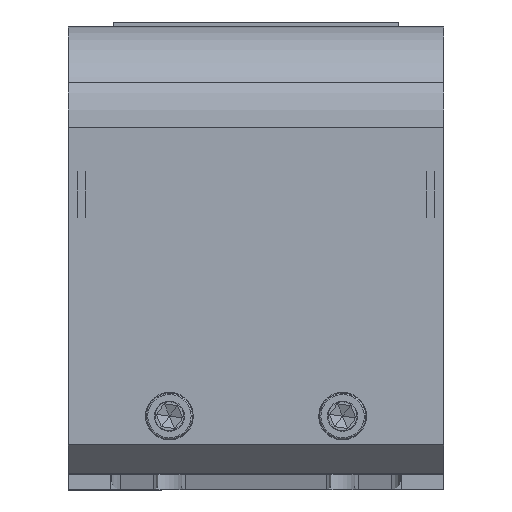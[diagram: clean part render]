
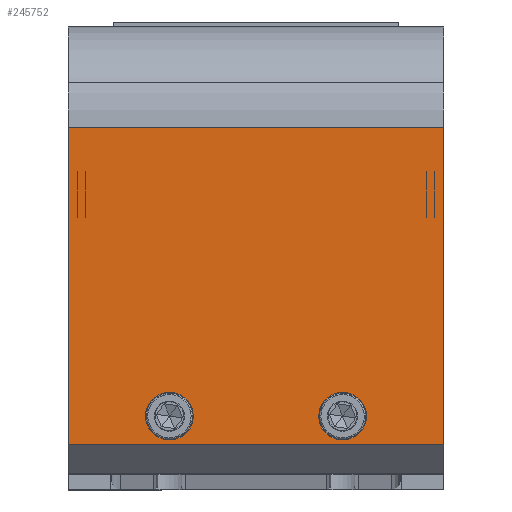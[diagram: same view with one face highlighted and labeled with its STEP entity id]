
A CAD part, top view. The second image highlights one B-rep face of the part: STEP entity #245752.
In plain terms, the highlighted planar face has unit normal (0, 0, 1).
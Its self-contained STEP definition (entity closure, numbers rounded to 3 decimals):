
#8398 = CARTESIAN_POINT ( 'NONE',  ( 208.467, 307.762, 762.525 ) ) ;
#11267 = CARTESIAN_POINT ( 'NONE',  ( 208.467, 197.762, 762.525 ) ) ;
#12469 = DIRECTION ( 'NONE',  ( 1., 0., 0. ) ) ;
#13987 = EDGE_CURVE ( 'NONE', #130030, #168969, #280276, .T. ) ;
#14355 = AXIS2_PLACEMENT_3D ( 'NONE', #35502, #39855, #260514 ) ;
#16521 = CARTESIAN_POINT ( 'NONE',  ( 208.467, 197.762, 762.525 ) ) ;
#19017 = ORIENTED_EDGE ( 'NONE', *, *, #186423, .F. ) ;
#23556 = CIRCLE ( 'NONE', #46862, 8.25 ) ;
#24038 = CARTESIAN_POINT ( 'NONE',  ( 78.467, 197.762, 762.525 ) ) ;
#25499 = EDGE_LOOP ( 'NONE', ( #150041, #229627 ) ) ;
#35502 = CARTESIAN_POINT ( 'NONE',  ( 173.467, 207.762, 762.525 ) ) ;
#35588 = CARTESIAN_POINT ( 'NONE',  ( 105.217, 207.762, 762.525 ) ) ;
#36889 = VECTOR ( 'NONE', #76022, 1000. ) ;
#37554 = VERTEX_POINT ( 'NONE', #24038 ) ;
#38435 = DIRECTION ( 'NONE',  ( -1., 0., 0. ) ) ;
#39855 = DIRECTION ( 'NONE',  ( 0., 0., 1. ) ) ;
#42738 = PLANE ( 'NONE',  #240729 ) ;
#46862 = AXIS2_PLACEMENT_3D ( 'NONE', #288614, #196612, #56709 ) ;
#56510 = VECTOR ( 'NONE', #132510, 1000. ) ;
#56709 = DIRECTION ( 'NONE',  ( 1., 0., 0. ) ) ;
#60285 = FACE_OUTER_BOUND ( 'NONE', #259541, .T. ) ;
#60814 = EDGE_CURVE ( 'NONE', #101242, #194621, #171954, .T. ) ;
#67631 = VERTEX_POINT ( 'NONE', #11267 ) ;
#75382 = DIRECTION ( 'NONE',  ( 0., 0., 1. ) ) ;
#76022 = DIRECTION ( 'NONE',  ( -1., 0., 0. ) ) ;
#76471 = DIRECTION ( 'NONE',  ( 0., -1., 0. ) ) ;
#78852 = LINE ( 'NONE', #276196, #36889 ) ;
#81822 = DIRECTION ( 'NONE',  ( 1., 0., 0. ) ) ;
#83691 = FACE_BOUND ( 'NONE', #179325, .T. ) ;
#86224 = EDGE_CURVE ( 'NONE', #185625, #209335, #248168, .T. ) ;
#88321 = CIRCLE ( 'NONE', #284392, 8.25 ) ;
#96174 = ORIENTED_EDGE ( 'NONE', *, *, #250717, .T. ) ;
#96842 = CARTESIAN_POINT ( 'NONE',  ( 208.467, 197.762, 762.525 ) ) ;
#97223 = CARTESIAN_POINT ( 'NONE',  ( 173.467, 207.762, 762.525 ) ) ;
#101242 = VERTEX_POINT ( 'NONE', #8398 ) ;
#119252 = CARTESIAN_POINT ( 'NONE',  ( 121.717, 207.762, 762.525 ) ) ;
#126802 = DIRECTION ( 'NONE',  ( -1., 0., 0. ) ) ;
#130030 = VERTEX_POINT ( 'NONE', #227700 ) ;
#132510 = DIRECTION ( 'NONE',  ( 0., -1., 0. ) ) ;
#138209 = LINE ( 'NONE', #179146, #56510 ) ;
#149968 = ORIENTED_EDGE ( 'NONE', *, *, #205171, .F. ) ;
#150041 = ORIENTED_EDGE ( 'NONE', *, *, #86224, .F. ) ;
#154837 = AXIS2_PLACEMENT_3D ( 'NONE', #211999, #192939, #81822 ) ;
#155182 = CARTESIAN_POINT ( 'NONE',  ( 181.717, 207.762, 762.525 ) ) ;
#158637 = VECTOR ( 'NONE', #76471, 1000. ) ;
#163965 = ORIENTED_EDGE ( 'NONE', *, *, #60814, .T. ) ;
#168969 = VERTEX_POINT ( 'NONE', #155182 ) ;
#171372 = FACE_BOUND ( 'NONE', #25499, .T. ) ;
#171807 = VECTOR ( 'NONE', #126802, 1000. ) ;
#171954 = LINE ( 'NONE', #284449, #171807 ) ;
#179146 = CARTESIAN_POINT ( 'NONE',  ( 78.467, 197.762, 762.525 ) ) ;
#179325 = EDGE_LOOP ( 'NONE', ( #19017, #269217 ) ) ;
#185625 = VERTEX_POINT ( 'NONE', #119252 ) ;
#186423 = EDGE_CURVE ( 'NONE', #168969, #130030, #88321, .T. ) ;
#190370 = EDGE_CURVE ( 'NONE', #209335, #185625, #23556, .T. ) ;
#192939 = DIRECTION ( 'NONE',  ( 0., 0., 1. ) ) ;
#194621 = VERTEX_POINT ( 'NONE', #279652 ) ;
#196612 = DIRECTION ( 'NONE',  ( 0., 0., 1. ) ) ;
#203804 = ORIENTED_EDGE ( 'NONE', *, *, #262427, .F. ) ;
#205171 = EDGE_CURVE ( 'NONE', #101242, #67631, #250359, .T. ) ;
#209335 = VERTEX_POINT ( 'NONE', #35588 ) ;
#211999 = CARTESIAN_POINT ( 'NONE',  ( 113.467, 207.762, 762.525 ) ) ;
#227700 = CARTESIAN_POINT ( 'NONE',  ( 165.217, 207.762, 762.525 ) ) ;
#229627 = ORIENTED_EDGE ( 'NONE', *, *, #190370, .F. ) ;
#238600 = DIRECTION ( 'NONE',  ( 0., 0., -1. ) ) ;
#240729 = AXIS2_PLACEMENT_3D ( 'NONE', #16521, #238600, #38435 ) ;
#245752 = ADVANCED_FACE ( 'NONE', ( #171372, #83691, #60285 ), #42738, .F. ) ;
#248168 = CIRCLE ( 'NONE', #154837, 8.25 ) ;
#250359 = LINE ( 'NONE', #96842, #158637 ) ;
#250717 = EDGE_CURVE ( 'NONE', #194621, #37554, #138209, .T. ) ;
#259541 = EDGE_LOOP ( 'NONE', ( #96174, #203804, #149968, #163965 ) ) ;
#260514 = DIRECTION ( 'NONE',  ( 1., 0., 0. ) ) ;
#262427 = EDGE_CURVE ( 'NONE', #67631, #37554, #78852, .T. ) ;
#269217 = ORIENTED_EDGE ( 'NONE', *, *, #13987, .F. ) ;
#276196 = CARTESIAN_POINT ( 'NONE',  ( 208.467, 197.762, 762.525 ) ) ;
#279652 = CARTESIAN_POINT ( 'NONE',  ( 78.467, 307.762, 762.525 ) ) ;
#280276 = CIRCLE ( 'NONE', #14355, 8.25 ) ;
#284392 = AXIS2_PLACEMENT_3D ( 'NONE', #97223, #75382, #12469 ) ;
#284449 = CARTESIAN_POINT ( 'NONE',  ( 208.467, 307.762, 762.525 ) ) ;
#288614 = CARTESIAN_POINT ( 'NONE',  ( 113.467, 207.762, 762.525 ) ) ;
